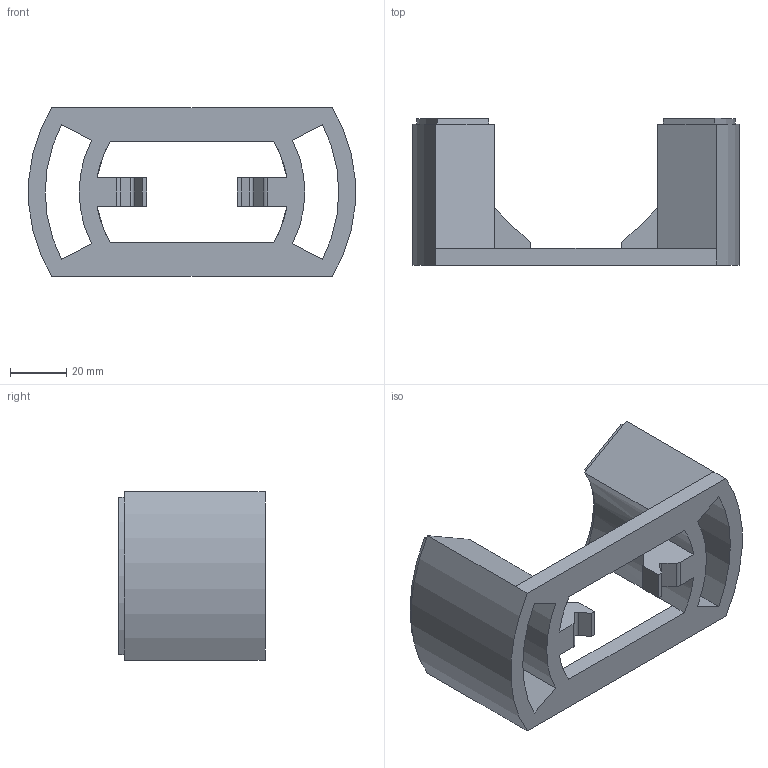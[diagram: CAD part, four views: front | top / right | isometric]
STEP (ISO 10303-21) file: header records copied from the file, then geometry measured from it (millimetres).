
FILE_DESCRIPTION(/* description */ (''),/* implementation_level */ '2;1');
FILE_NAME(/* name */ 'soporte_elastico.step',/* time_stamp */ '2024-09-05T14:34:57-03:00',/* author */ (''),/* organization */ (''),/* preprocessor_version */ 'ST-DEVELOPER v20',/* originating_system */ 'Autodesk Translation Framework v13.14.0.145',/* authorisation */ '');
FILE_SCHEMA (('AUTOMOTIVE_DESIGN { 1 0 10303 214 3 1 1 }'));
Length unit declared in the file: millimetre
Products named in the file (1): soporte_elastico
Bounding box: 115.65 x 52 x 59.72 mm (x, y, z)
Volume: 86316.9 mm3; surface area: 36462.3 mm2
Topology: 1 solids, 1 shells, 55 faces, 148 edges, 96 vertices
Faces by surface type: plane 37, cylinder 16, cone 2
Entity records: 1764 total; most frequent: CARTESIAN_POINT 308, ORIENTED_EDGE 296, DIRECTION 294, EDGE_CURVE 148, LINE 106, VECTOR 106, VERTEX_POINT 96, AXIS2_PLACEMENT_3D 94
